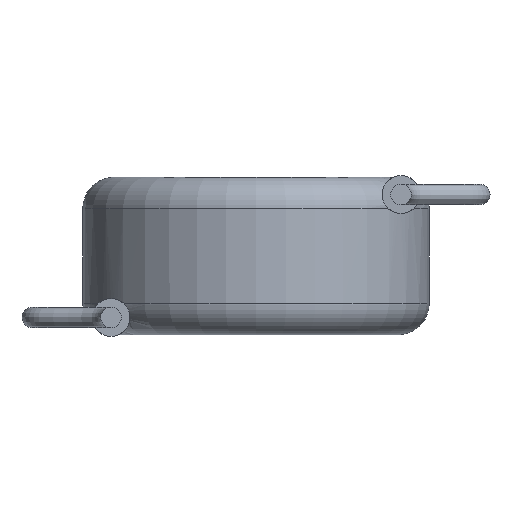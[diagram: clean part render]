
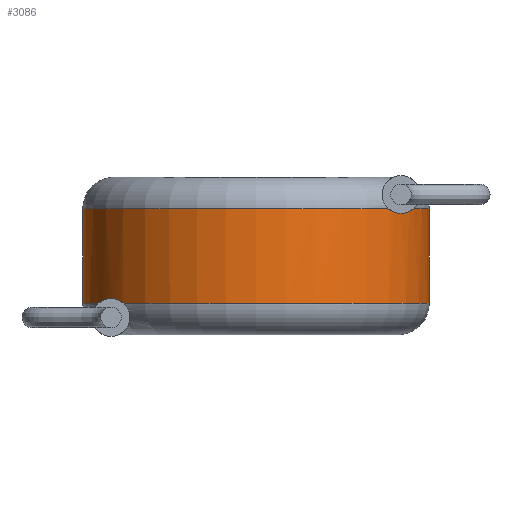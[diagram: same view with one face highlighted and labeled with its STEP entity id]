
A CAD part, front view. The second image highlights one B-rep face of the part: STEP entity #3086.
In plain terms, the highlighted cylindrical face has radius 5.5 mm (diameter 11 mm), a partial arc.
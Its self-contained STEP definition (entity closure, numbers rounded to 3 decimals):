
#10 = VECTOR ( 'NONE', #2041, 1000. ) ;
#69 = CARTESIAN_POINT ( 'NONE',  ( -4.998, -2.295, 1. ) ) ;
#76 = CARTESIAN_POINT ( 'NONE',  ( 0., 0., 1. ) ) ;
#151 = CARTESIAN_POINT ( 'NONE',  ( -4.861, -2.576, 1.094 ) ) ;
#197 = EDGE_CURVE ( 'NONE', #244, #549, #4148, .T. ) ;
#213 = CARTESIAN_POINT ( 'NONE',  ( -4.208, -3.541, 1. ) ) ;
#244 = VERTEX_POINT ( 'NONE', #625 ) ;
#327 = CARTESIAN_POINT ( 'NONE',  ( 4.969, -2.357, 3.976 ) ) ;
#348 = CARTESIAN_POINT ( 'NONE',  ( -4.989, -2.316, 1.009 ) ) ;
#365 = VERTEX_POINT ( 'NONE', #3965 ) ;
#407 = CARTESIAN_POINT ( 'NONE',  ( 0., 0., 5. ) ) ;
#430 = B_SPLINE_CURVE_WITH_KNOTS ( 'NONE', 3,
 ( #1559, #2550, #4156, #327 ),
 .UNSPECIFIED., .F., .F.,
 ( 4, 4 ),
 ( 0., 0. ),
 .UNSPECIFIED. ) ;
#432 = CARTESIAN_POINT ( 'NONE',  ( -4.541, -3.105, 1.149 ) ) ;
#434 = VERTEX_POINT ( 'NONE', #1386 ) ;
#461 = DIRECTION ( 'NONE',  ( 0., 0., -1. ) ) ;
#489 = DIRECTION ( 'NONE',  ( 1., 0., 0. ) ) ;
#549 = VERTEX_POINT ( 'NONE', #1279 ) ;
#585 = EDGE_CURVE ( 'NONE', #2717, #365, #4183, .T. ) ;
#623 = CARTESIAN_POINT ( 'NONE',  ( -5.5, 0., 1. ) ) ;
#625 = CARTESIAN_POINT ( 'NONE',  ( 5.5, 0., 4. ) ) ;
#734 = LINE ( 'NONE', #2678, #10 ) ;
#774 = VERTEX_POINT ( 'NONE', #2905 ) ;
#791 = B_SPLINE_CURVE_WITH_KNOTS ( 'NONE', 3,
 ( #3246, #1328, #1684, #2005, #4041, #3708 ),
 .UNSPECIFIED., .F., .F.,
 ( 4, 2, 4 ),
 ( 0.003, 0.003, 0.003 ),
 .UNSPECIFIED. ) ;
#899 = EDGE_CURVE ( 'NONE', #244, #774, #2476, .T. ) ;
#928 = CARTESIAN_POINT ( 'NONE',  ( -5.5, 0., 4. ) ) ;
#985 = B_SPLINE_CURVE_WITH_KNOTS ( 'NONE', 3,
 ( #2355, #2080, #2759, #1391, #432, #3667 ),
 .UNSPECIFIED., .F., .F.,
 ( 4, 2, 4 ),
 ( 0., 0., 0.001 ),
 .UNSPECIFIED. ) ;
#1061 = AXIS2_PLACEMENT_3D ( 'NONE', #407, #3344, #3617 ) ;
#1078 = AXIS2_PLACEMENT_3D ( 'NONE', #3586, #3238, #1332 ) ;
#1113 = DIRECTION ( 'NONE',  ( 0., 0., 1. ) ) ;
#1133 = ORIENTED_EDGE ( 'NONE', *, *, #1651, .F. ) ;
#1224 = CARTESIAN_POINT ( 'NONE',  ( -4.969, -2.357, 1.024 ) ) ;
#1243 = VERTEX_POINT ( 'NONE', #2884 ) ;
#1279 = CARTESIAN_POINT ( 'NONE',  ( 4.998, -2.295, 4. ) ) ;
#1322 = CARTESIAN_POINT ( 'NONE',  ( 4.604, -3.01, 3.851 ) ) ;
#1328 = CARTESIAN_POINT ( 'NONE',  ( 4.272, -3.465, 3.944 ) ) ;
#1332 = DIRECTION ( 'NONE',  ( 1., 0., 0. ) ) ;
#1386 = CARTESIAN_POINT ( 'NONE',  ( 4.604, -3.01, 3.851 ) ) ;
#1391 = CARTESIAN_POINT ( 'NONE',  ( -4.476, -3.198, 1.139 ) ) ;
#1406 = B_SPLINE_CURVE_WITH_KNOTS ( 'NONE', 3,
 ( #1322, #2606, #2249, #2578 ),
 .UNSPECIFIED., .F., .F.,
 ( 4, 4 ),
 ( 0.003, 0.004 ),
 .UNSPECIFIED. ) ;
#1413 = CARTESIAN_POINT ( 'NONE',  ( -4.673, -2.903, 1.149 ) ) ;
#1427 = EDGE_CURVE ( 'NONE', #1832, #2717, #1541, .T. ) ;
#1481 = FACE_OUTER_BOUND ( 'NONE', #1885, .T. ) ;
#1541 = CIRCLE ( 'NONE', #3378, 5.5 ) ;
#1559 = CARTESIAN_POINT ( 'NONE',  ( 4.998, -2.295, 4. ) ) ;
#1651 = EDGE_CURVE ( 'NONE', #3597, #434, #791, .T. ) ;
#1663 = ORIENTED_EDGE ( 'NONE', *, *, #1427, .T. ) ;
#1684 = CARTESIAN_POINT ( 'NONE',  ( 4.342, -3.378, 3.907 ) ) ;
#1685 = DIRECTION ( 'NONE',  ( 1., 0., 0. ) ) ;
#1706 = EDGE_CURVE ( 'NONE', #3597, #2872, #3422, .T. ) ;
#1734 = VERTEX_POINT ( 'NONE', #213 ) ;
#1754 = CARTESIAN_POINT ( 'NONE',  ( -4.739, -2.794, 1.137 ) ) ;
#1791 = CARTESIAN_POINT ( 'NONE',  ( 0., 0., 4. ) ) ;
#1832 = VERTEX_POINT ( 'NONE', #623 ) ;
#1872 = EDGE_CURVE ( 'NONE', #3409, #365, #3430, .T. ) ;
#1880 = CARTESIAN_POINT ( 'NONE',  ( -4.979, -2.336, 1.017 ) ) ;
#1885 = EDGE_LOOP ( 'NONE', ( #3553, #2973, #2722, #3218, #1133, #2209, #2213, #1663, #3363, #3948, #3317, #3114 ) ) ;
#1931 = CARTESIAN_POINT ( 'NONE',  ( -4.998, -2.295, 1. ) ) ;
#2005 = CARTESIAN_POINT ( 'NONE',  ( 4.475, -3.199, 3.861 ) ) ;
#2010 = EDGE_CURVE ( 'NONE', #1734, #3409, #985, .T. ) ;
#2041 = DIRECTION ( 'NONE',  ( 0., 0., -1. ) ) ;
#2078 = CARTESIAN_POINT ( 'NONE',  ( 0., 0., 1. ) ) ;
#2080 = CARTESIAN_POINT ( 'NONE',  ( -4.273, -3.464, 1.057 ) ) ;
#2145 = CARTESIAN_POINT ( 'NONE',  ( 5.5, 0., 5. ) ) ;
#2180 = CARTESIAN_POINT ( 'NONE',  ( -4.969, -2.357, 1.024 ) ) ;
#2209 = ORIENTED_EDGE ( 'NONE', *, *, #1706, .T. ) ;
#2213 = ORIENTED_EDGE ( 'NONE', *, *, #2728, .T. ) ;
#2249 = CARTESIAN_POINT ( 'NONE',  ( 4.865, -2.577, 3.896 ) ) ;
#2267 = CARTESIAN_POINT ( 'NONE',  ( 4.208, -3.541, 4. ) ) ;
#2355 = CARTESIAN_POINT ( 'NONE',  ( -4.208, -3.541, 1. ) ) ;
#2434 = AXIS2_PLACEMENT_3D ( 'NONE', #1791, #461, #3105 ) ;
#2467 = EDGE_CURVE ( 'NONE', #1734, #774, #3823, .T. ) ;
#2476 = LINE ( 'NONE', #2145, #4188 ) ;
#2489 = AXIS2_PLACEMENT_3D ( 'NONE', #76, #2649, #1685 ) ;
#2505 = CARTESIAN_POINT ( 'NONE',  ( -4.604, -3.01, 1.149 ) ) ;
#2550 = CARTESIAN_POINT ( 'NONE',  ( 4.989, -2.316, 3.991 ) ) ;
#2578 = CARTESIAN_POINT ( 'NONE',  ( 4.969, -2.357, 3.976 ) ) ;
#2606 = CARTESIAN_POINT ( 'NONE',  ( 4.744, -2.795, 3.851 ) ) ;
#2649 = DIRECTION ( 'NONE',  ( 0., 0., 1. ) ) ;
#2678 = CARTESIAN_POINT ( 'NONE',  ( -5.5, 0., 5. ) ) ;
#2717 = VERTEX_POINT ( 'NONE', #69 ) ;
#2722 = ORIENTED_EDGE ( 'NONE', *, *, #2869, .T. ) ;
#2728 = EDGE_CURVE ( 'NONE', #2872, #1832, #734, .T. ) ;
#2759 = CARTESIAN_POINT ( 'NONE',  ( -4.341, -3.379, 1.093 ) ) ;
#2869 = EDGE_CURVE ( 'NONE', #549, #1243, #430, .T. ) ;
#2872 = VERTEX_POINT ( 'NONE', #928 ) ;
#2884 = CARTESIAN_POINT ( 'NONE',  ( 4.969, -2.357, 3.976 ) ) ;
#2905 = CARTESIAN_POINT ( 'NONE',  ( 5.5, 0., 1. ) ) ;
#2973 = ORIENTED_EDGE ( 'NONE', *, *, #197, .T. ) ;
#3047 = CARTESIAN_POINT ( 'NONE',  ( -4.604, -3.01, 1.149 ) ) ;
#3064 = CARTESIAN_POINT ( 'NONE',  ( -4.918, -2.466, 1.064 ) ) ;
#3086 = ADVANCED_FACE ( 'NONE', ( #1481 ), #3460, .T. ) ;
#3105 = DIRECTION ( 'NONE',  ( 1., 0., 0. ) ) ;
#3114 = ORIENTED_EDGE ( 'NONE', *, *, #2467, .T. ) ;
#3218 = ORIENTED_EDGE ( 'NONE', *, *, #3642, .F. ) ;
#3238 = DIRECTION ( 'NONE',  ( 0., 0., -1. ) ) ;
#3246 = CARTESIAN_POINT ( 'NONE',  ( 4.208, -3.541, 4. ) ) ;
#3317 = ORIENTED_EDGE ( 'NONE', *, *, #2010, .F. ) ;
#3344 = DIRECTION ( 'NONE',  ( 0., 0., -1. ) ) ;
#3363 = ORIENTED_EDGE ( 'NONE', *, *, #585, .T. ) ;
#3378 = AXIS2_PLACEMENT_3D ( 'NONE', #2078, #1113, #489 ) ;
#3409 = VERTEX_POINT ( 'NONE', #2505 ) ;
#3422 = CIRCLE ( 'NONE', #2434, 5.5 ) ;
#3430 = B_SPLINE_CURVE_WITH_KNOTS ( 'NONE', 3,
 ( #3047, #1413, #1754, #151, #3064, #1224 ),
 .UNSPECIFIED., .F., .F.,
 ( 4, 2, 4 ),
 ( 0.001, 0.001, 0.001 ),
 .UNSPECIFIED. ) ;
#3460 = CYLINDRICAL_SURFACE ( 'NONE', #1061, 5.5 ) ;
#3553 = ORIENTED_EDGE ( 'NONE', *, *, #899, .F. ) ;
#3586 = CARTESIAN_POINT ( 'NONE',  ( 0., 0., 4. ) ) ;
#3597 = VERTEX_POINT ( 'NONE', #2267 ) ;
#3617 = DIRECTION ( 'NONE',  ( -1., 0., 0. ) ) ;
#3642 = EDGE_CURVE ( 'NONE', #434, #1243, #1406, .T. ) ;
#3667 = CARTESIAN_POINT ( 'NONE',  ( -4.604, -3.01, 1.149 ) ) ;
#3708 = CARTESIAN_POINT ( 'NONE',  ( 4.604, -3.01, 3.851 ) ) ;
#3823 = CIRCLE ( 'NONE', #2489, 5.5 ) ;
#3948 = ORIENTED_EDGE ( 'NONE', *, *, #1872, .F. ) ;
#3965 = CARTESIAN_POINT ( 'NONE',  ( -4.969, -2.357, 1.024 ) ) ;
#4039 = DIRECTION ( 'NONE',  ( 0., 0., -1. ) ) ;
#4041 = CARTESIAN_POINT ( 'NONE',  ( 4.541, -3.106, 3.851 ) ) ;
#4148 = CIRCLE ( 'NONE', #1078, 5.5 ) ;
#4156 = CARTESIAN_POINT ( 'NONE',  ( 4.979, -2.336, 3.983 ) ) ;
#4183 = B_SPLINE_CURVE_WITH_KNOTS ( 'NONE', 3,
 ( #1931, #348, #1880, #2180 ),
 .UNSPECIFIED., .F., .F.,
 ( 4, 4 ),
 ( 0., 0. ),
 .UNSPECIFIED. ) ;
#4188 = VECTOR ( 'NONE', #4039, 1000. ) ;
